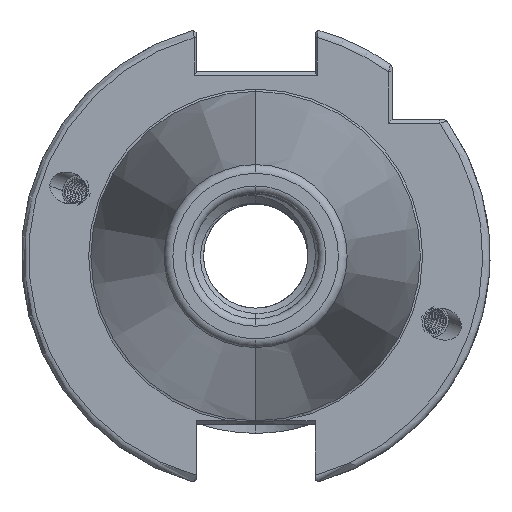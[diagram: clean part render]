
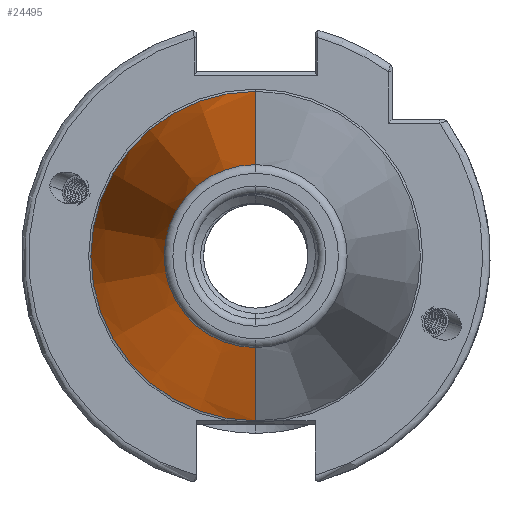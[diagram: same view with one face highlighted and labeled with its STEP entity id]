
A CAD part, left-side view. The second image highlights one B-rep face of the part: STEP entity #24495.
In plain terms, the highlighted conical face has half-angle 8.297 degrees and reference radius 22.692 mm.
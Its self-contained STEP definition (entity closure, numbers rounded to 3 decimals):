
#13 = CIRCLE ( 'NONE', #20042, 12.4 ) ;
#822 = AXIS2_PLACEMENT_3D ( 'NONE', #3953, #3932, #3928 ) ;
#1122 = CONICAL_SURFACE ( 'NONE', #12606, 22.692, 0.145 ) ;
#1127 = FACE_OUTER_BOUND ( 'NONE', #20380, .T. ) ;
#3355 = CARTESIAN_POINT ( 'NONE',  ( 0., 0., 0. ) ) ;
#3369 = DIRECTION ( 'NONE',  ( 0., 0., -1. ) ) ;
#3394 = DIRECTION ( 'NONE',  ( 1., 0., 0. ) ) ;
#3925 = DIRECTION ( 'NONE',  ( 0.99, 0., 0.144 ) ) ;
#3928 = DIRECTION ( 'NONE',  ( 0., 0., -1. ) ) ;
#3932 = DIRECTION ( 'NONE',  ( 1., 0., 0. ) ) ;
#3937 = CARTESIAN_POINT ( 'NONE',  ( 0., 0., 22.692 ) ) ;
#3953 = CARTESIAN_POINT ( 'NONE',  ( -2.5, 0., 0. ) ) ;
#4449 = CARTESIAN_POINT ( 'NONE',  ( 0., 0., -22.692 ) ) ;
#4460 = DIRECTION ( 'NONE',  ( 0.99, 0., -0.144 ) ) ;
#4672 = DIRECTION ( 'NONE',  ( 0., 0., 1. ) ) ;
#4701 = DIRECTION ( 'NONE',  ( 1., 0., 0. ) ) ;
#4705 = CARTESIAN_POINT ( 'NONE',  ( -70.573, 0., 0. ) ) ;
#5151 = ORIENTED_EDGE ( 'NONE', *, *, #16958, .F. ) ;
#5170 = ORIENTED_EDGE ( 'NONE', *, *, #16820, .T. ) ;
#5220 = ORIENTED_EDGE ( 'NONE', *, *, #16881, .T. ) ;
#5227 = ORIENTED_EDGE ( 'NONE', *, *, #16874, .F. ) ;
#12606 = AXIS2_PLACEMENT_3D ( 'NONE', #3355, #3394, #3369 ) ;
#13801 = VECTOR ( 'NONE', #4460, 1000. ) ;
#13841 = LINE ( 'NONE', #4449, #13801 ) ;
#16820 = EDGE_CURVE ( 'NONE', #23869, #23877, #13, .T. ) ;
#16874 = EDGE_CURVE ( 'NONE', #23852, #23793, #25608, .T. ) ;
#16881 = EDGE_CURVE ( 'NONE', #23877, #23793, #25622, .T. ) ;
#16958 = EDGE_CURVE ( 'NONE', #23869, #23852, #13841, .T. ) ;
#20042 = AXIS2_PLACEMENT_3D ( 'NONE', #4705, #4701, #4672 ) ;
#20380 = EDGE_LOOP ( 'NONE', ( #5170, #5220, #5227, #5151 ) ) ;
#23299 = CARTESIAN_POINT ( 'NONE',  ( -2.5, 0., 22.327 ) ) ;
#23347 = CARTESIAN_POINT ( 'NONE',  ( -70.573, 0., 12.4 ) ) ;
#23362 = CARTESIAN_POINT ( 'NONE',  ( -2.5, 0., -22.327 ) ) ;
#23397 = CARTESIAN_POINT ( 'NONE',  ( -70.573, 0., -12.4 ) ) ;
#23793 = VERTEX_POINT ( 'NONE', #23299 ) ;
#23852 = VERTEX_POINT ( 'NONE', #23362 ) ;
#23869 = VERTEX_POINT ( 'NONE', #23397 ) ;
#23877 = VERTEX_POINT ( 'NONE', #23347 ) ;
#24495 = ADVANCED_FACE ( 'NONE', ( #1127 ), #1122, .T. ) ;
#25608 = CIRCLE ( 'NONE', #822, 22.327 ) ;
#25622 = LINE ( 'NONE', #3937, #25623 ) ;
#25623 = VECTOR ( 'NONE', #3925, 1000. ) ;
